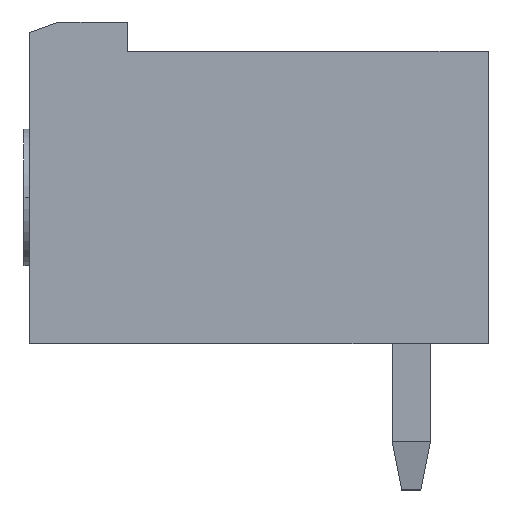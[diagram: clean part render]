
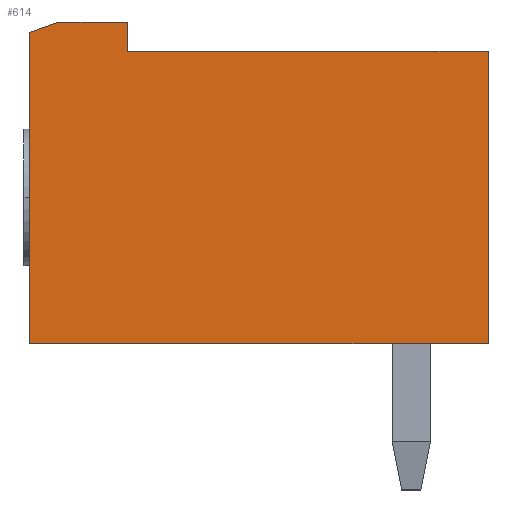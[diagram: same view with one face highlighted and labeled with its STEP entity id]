
A CAD part, left-side view. The second image highlights one B-rep face of the part: STEP entity #614.
In plain terms, the highlighted face is planar.
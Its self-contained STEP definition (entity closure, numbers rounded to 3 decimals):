
#86 = CARTESIAN_POINT ( 'NONE',  ( 10.16, 4.57, 7.4 ) ) ;
#182 = EDGE_CURVE ( 'NONE', #1562, #707, #4240, .T. ) ;
#272 = ORIENTED_EDGE ( 'NONE', *, *, #3910, .T. ) ;
#460 = EDGE_CURVE ( 'NONE', #1496, #4591, #4206, .T. ) ;
#507 = DIRECTION ( 'NONE',  ( 0., 1., 0. ) ) ;
#614 = ADVANCED_FACE ( 'NONE', ( #2164 ), #1450, .T. ) ;
#642 = VECTOR ( 'NONE', #2074, 1000. ) ;
#659 = DIRECTION ( 'NONE',  ( 0., 1., 0. ) ) ;
#686 = ORIENTED_EDGE ( 'NONE', *, *, #460, .T. ) ;
#707 = VERTEX_POINT ( 'NONE', #3355 ) ;
#778 = EDGE_LOOP ( 'NONE', ( #3895, #1004, #1264, #686, #1772, #3393, #272 ) ) ;
#815 = EDGE_CURVE ( 'NONE', #4591, #1562, #1241, .T. ) ;
#989 = VECTOR ( 'NONE', #4509, 1000. ) ;
#995 = EDGE_CURVE ( 'NONE', #2913, #1496, #3648, .T. ) ;
#1004 = ORIENTED_EDGE ( 'NONE', *, *, #4199, .T. ) ;
#1017 = LINE ( 'NONE', #3879, #2577 ) ;
#1241 = LINE ( 'NONE', #4152, #1833 ) ;
#1264 = ORIENTED_EDGE ( 'NONE', *, *, #995, .T. ) ;
#1364 = CARTESIAN_POINT ( 'NONE',  ( 10.16, 4.293, 9.94 ) ) ;
#1450 = PLANE ( 'NONE',  #3825 ) ;
#1496 = VERTEX_POINT ( 'NONE', #2733 ) ;
#1562 = VERTEX_POINT ( 'NONE', #86 ) ;
#1722 = CARTESIAN_POINT ( 'NONE',  ( 10.16, 4.57, 7.4 ) ) ;
#1772 = ORIENTED_EDGE ( 'NONE', *, *, #815, .T. ) ;
#1833 = VECTOR ( 'NONE', #507, 1000. ) ;
#1983 = CARTESIAN_POINT ( 'NONE',  ( 10.16, -3.81, 9.94 ) ) ;
#2066 = DIRECTION ( 'NONE',  ( 0., 0., -1. ) ) ;
#2074 = DIRECTION ( 'NONE',  ( 0., 0., 1. ) ) ;
#2164 = FACE_OUTER_BOUND ( 'NONE', #778, .T. ) ;
#2419 = VECTOR ( 'NONE', #2451, 1000. ) ;
#2451 = DIRECTION ( 'NONE',  ( 0., -1., 0. ) ) ;
#2509 = DIRECTION ( 'NONE',  ( 1., 0., 0. ) ) ;
#2577 = VECTOR ( 'NONE', #3571, 1000. ) ;
#2733 = CARTESIAN_POINT ( 'NONE',  ( 10.16, 3.81, -2. ) ) ;
#2749 = VERTEX_POINT ( 'NONE', #4342 ) ;
#2775 = CARTESIAN_POINT ( 'NONE',  ( 10.16, 3.81, -2. ) ) ;
#2913 = VERTEX_POINT ( 'NONE', #3642 ) ;
#3008 = VERTEX_POINT ( 'NONE', #3144 ) ;
#3017 = LINE ( 'NONE', #1983, #989 ) ;
#3144 = CARTESIAN_POINT ( 'NONE',  ( 10.16, 4.293, 9.94 ) ) ;
#3212 = CARTESIAN_POINT ( 'NONE',  ( 10.16, -3.81, -2. ) ) ;
#3355 = CARTESIAN_POINT ( 'NONE',  ( 10.16, 4.57, 9.18 ) ) ;
#3393 = ORIENTED_EDGE ( 'NONE', *, *, #182, .T. ) ;
#3571 = DIRECTION ( 'NONE',  ( 0., -0.342, 0.94 ) ) ;
#3642 = CARTESIAN_POINT ( 'NONE',  ( 10.16, -3.81, -2. ) ) ;
#3648 = LINE ( 'NONE', #3212, #4019 ) ;
#3825 = AXIS2_PLACEMENT_3D ( 'NONE', #4357, #2509, #2066 ) ;
#3879 = CARTESIAN_POINT ( 'NONE',  ( 10.16, 4.57, 9.18 ) ) ;
#3895 = ORIENTED_EDGE ( 'NONE', *, *, #3970, .T. ) ;
#3910 = EDGE_CURVE ( 'NONE', #707, #3008, #1017, .T. ) ;
#3911 = LINE ( 'NONE', #1364, #2419 ) ;
#3970 = EDGE_CURVE ( 'NONE', #3008, #2749, #3911, .T. ) ;
#4019 = VECTOR ( 'NONE', #659, 1000. ) ;
#4152 = CARTESIAN_POINT ( 'NONE',  ( 10.16, 3.81, 7.4 ) ) ;
#4199 = EDGE_CURVE ( 'NONE', #2749, #2913, #3017, .T. ) ;
#4206 = LINE ( 'NONE', #2775, #4764 ) ;
#4240 = LINE ( 'NONE', #1722, #642 ) ;
#4253 = DIRECTION ( 'NONE',  ( 0., 0., 1. ) ) ;
#4275 = CARTESIAN_POINT ( 'NONE',  ( 10.16, 3.81, 7.4 ) ) ;
#4342 = CARTESIAN_POINT ( 'NONE',  ( 10.16, -3.81, 9.94 ) ) ;
#4357 = CARTESIAN_POINT ( 'NONE',  ( 10.16, 0., 0. ) ) ;
#4509 = DIRECTION ( 'NONE',  ( 0., 0., -1. ) ) ;
#4591 = VERTEX_POINT ( 'NONE', #4275 ) ;
#4764 = VECTOR ( 'NONE', #4253, 1000. ) ;
